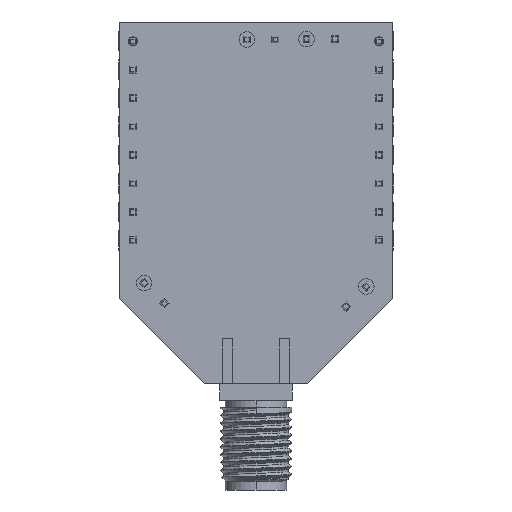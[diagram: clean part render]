
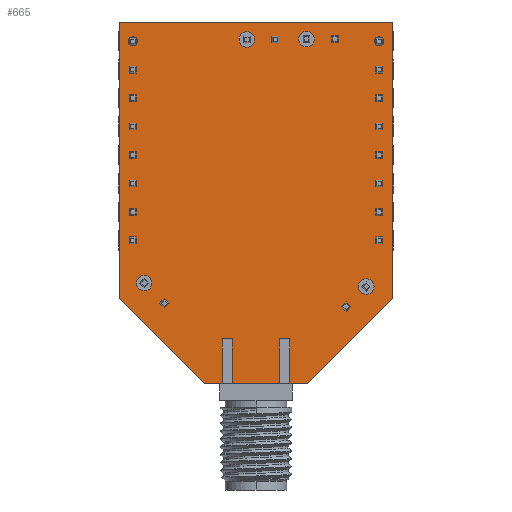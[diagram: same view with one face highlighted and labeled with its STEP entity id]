
A CAD part, front view. The second image highlights one B-rep face of the part: STEP entity #665.
In plain terms, the highlighted planar face has unit normal (0, -1, 0).
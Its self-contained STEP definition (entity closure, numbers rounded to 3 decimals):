
#136=CARTESIAN_POINT('',(1.2,0.,-1.72));
#137=DIRECTION('',(0.,1.,0.));
#138=DIRECTION('',(1.,0.,0.));
#139=AXIS2_PLACEMENT_3D('',#136,#137,#138);
#144=CARTESIAN_POINT('',(1.2,0.,-1.72));
#145=DIRECTION('',(0.,1.,0.));
#146=DIRECTION('',(-1.,0.,0.));
#147=AXIS2_PLACEMENT_3D('',#144,#145,#146);
#152=CARTESIAN_POINT('',(23.2,0.,-1.72));
#153=DIRECTION('',(0.,1.,0.));
#154=DIRECTION('',(1.,0.,0.));
#155=AXIS2_PLACEMENT_3D('',#152,#153,#154);
#160=CARTESIAN_POINT('',(23.2,0.,-1.72));
#161=DIRECTION('',(0.,1.,0.));
#162=DIRECTION('',(-1.,0.,0.));
#163=AXIS2_PLACEMENT_3D('',#160,#161,#162);
#168=DIRECTION('',(0.707,0.,-0.707));
#169=VECTOR('',#168,10.748);
#170=CARTESIAN_POINT('',(0.,0.,-24.7));
#171=LINE('',#170,#169);
#175=DIRECTION('',(0.,0.,1.));
#176=VECTOR('',#175,24.7);
#177=CARTESIAN_POINT('',(0.,0.,-24.7));
#178=LINE('',#177,#176);
#182=DIRECTION('',(1.,0.,0.));
#183=VECTOR('',#182,24.4);
#184=CARTESIAN_POINT('',(0.,0.,0.));
#185=LINE('',#184,#183);
#189=DIRECTION('',(0.,0.,-1.));
#190=VECTOR('',#189,24.7);
#191=CARTESIAN_POINT('',(24.4,0.,0.));
#192=LINE('',#191,#190);
#196=DIRECTION('',(0.707,0.,0.707));
#197=VECTOR('',#196,10.748);
#198=CARTESIAN_POINT('',(16.8,0.,-32.3));
#199=LINE('',#198,#197);
#203=DIRECTION('',(-1.,0.,0.));
#204=VECTOR('',#203,9.2);
#205=CARTESIAN_POINT('',(16.8,0.,-32.3));
#206=LINE('',#205,#204);
#210=CARTESIAN_POINT('',(11.389,0.,-1.558));
#211=DIRECTION('',(0.,1.,0.));
#212=DIRECTION('',(1.,0.,0.));
#213=AXIS2_PLACEMENT_3D('',#210,#211,#212);
#218=CARTESIAN_POINT('',(11.389,0.,-1.558));
#219=DIRECTION('',(0.,1.,0.));
#220=DIRECTION('',(-1.,0.,0.));
#221=AXIS2_PLACEMENT_3D('',#218,#219,#220);
#226=CARTESIAN_POINT('',(16.716,0.,-1.524));
#227=DIRECTION('',(0.,1.,0.));
#228=DIRECTION('',(1.,0.,0.));
#229=AXIS2_PLACEMENT_3D('',#226,#227,#228);
#234=CARTESIAN_POINT('',(16.716,0.,-1.524));
#235=DIRECTION('',(0.,1.,0.));
#236=DIRECTION('',(-1.,0.,0.));
#237=AXIS2_PLACEMENT_3D('',#234,#235,#236);
#242=CARTESIAN_POINT('',(2.211,0.,-23.314));
#243=DIRECTION('',(0.,1.,0.));
#244=DIRECTION('',(1.,0.,0.));
#245=AXIS2_PLACEMENT_3D('',#242,#243,#244);
#250=CARTESIAN_POINT('',(2.211,0.,-23.314));
#251=DIRECTION('',(0.,1.,0.));
#252=DIRECTION('',(-1.,0.,0.));
#253=AXIS2_PLACEMENT_3D('',#250,#251,#252);
#258=CARTESIAN_POINT('',(22.044,0.,-23.634));
#259=DIRECTION('',(0.,1.,0.));
#260=DIRECTION('',(1.,0.,0.));
#261=AXIS2_PLACEMENT_3D('',#258,#259,#260);
#266=CARTESIAN_POINT('',(22.044,0.,-23.634));
#267=DIRECTION('',(0.,1.,0.));
#268=DIRECTION('',(-1.,0.,0.));
#269=AXIS2_PLACEMENT_3D('',#266,#267,#268);
#538=CARTESIAN_POINT('',(0.,0.,0.));
#539=CARTESIAN_POINT('',(24.4,0.,0.));
#540=VERTEX_POINT('',#538);
#541=VERTEX_POINT('',#539);
#546=CARTESIAN_POINT('',(1.6,0.,-1.72));
#547=CARTESIAN_POINT('',(0.8,0.,-1.72));
#548=VERTEX_POINT('',#546);
#549=VERTEX_POINT('',#547);
#554=CARTESIAN_POINT('',(0.,0.,-24.7));
#555=CARTESIAN_POINT('',(7.6,0.,-32.3));
#556=VERTEX_POINT('',#554);
#557=VERTEX_POINT('',#555);
#562=CARTESIAN_POINT('',(16.8,0.,-32.3));
#563=CARTESIAN_POINT('',(24.4,0.,-24.7));
#564=VERTEX_POINT('',#562);
#565=VERTEX_POINT('',#563);
#570=CARTESIAN_POINT('',(23.6,0.,-1.72));
#571=CARTESIAN_POINT('',(22.8,0.,-1.72));
#572=VERTEX_POINT('',#570);
#573=VERTEX_POINT('',#571);
#578=CARTESIAN_POINT('',(12.087,0.,-1.558));
#579=CARTESIAN_POINT('',(10.69,0.,-1.558));
#580=VERTEX_POINT('',#578);
#581=VERTEX_POINT('',#579);
#582=CARTESIAN_POINT('',(17.414,0.,-1.524));
#583=CARTESIAN_POINT('',(16.017,0.,-1.524));
#584=VERTEX_POINT('',#582);
#585=VERTEX_POINT('',#583);
#586=CARTESIAN_POINT('',(2.91,0.,-23.314));
#587=CARTESIAN_POINT('',(1.513,0.,-23.314));
#588=VERTEX_POINT('',#586);
#589=VERTEX_POINT('',#587);
#590=CARTESIAN_POINT('',(22.742,0.,-23.634));
#591=CARTESIAN_POINT('',(21.345,0.,-23.634));
#592=VERTEX_POINT('',#590);
#593=VERTEX_POINT('',#591);
#610=CARTESIAN_POINT('',(0.,0.,0.));
#611=DIRECTION('',(0.,1.,0.));
#612=DIRECTION('',(1.,0.,0.));
#613=AXIS2_PLACEMENT_3D('',#610,#611,#612);
#614=PLANE('',#613);
#616=ORIENTED_EDGE('',*,*,#615,.F.);
#618=ORIENTED_EDGE('',*,*,#617,.T.);
#620=ORIENTED_EDGE('',*,*,#619,.T.);
#622=ORIENTED_EDGE('',*,*,#621,.T.);
#624=ORIENTED_EDGE('',*,*,#623,.F.);
#626=ORIENTED_EDGE('',*,*,#625,.T.);
#627=EDGE_LOOP('',(#616,#618,#620,#622,#624,#626));
#628=FACE_OUTER_BOUND('',#627,.F.);
#630=ORIENTED_EDGE('',*,*,#629,.F.);
#632=ORIENTED_EDGE('',*,*,#631,.F.);
#633=EDGE_LOOP('',(#630,#632));
#634=FACE_BOUND('',#633,.F.);
#636=ORIENTED_EDGE('',*,*,#635,.F.);
#638=ORIENTED_EDGE('',*,*,#637,.F.);
#639=EDGE_LOOP('',(#636,#638));
#640=FACE_BOUND('',#639,.F.);
#642=ORIENTED_EDGE('',*,*,#641,.F.);
#644=ORIENTED_EDGE('',*,*,#643,.F.);
#645=EDGE_LOOP('',(#642,#644));
#646=FACE_BOUND('',#645,.F.);
#648=ORIENTED_EDGE('',*,*,#647,.F.);
#650=ORIENTED_EDGE('',*,*,#649,.F.);
#651=EDGE_LOOP('',(#648,#650));
#652=FACE_BOUND('',#651,.F.);
#654=ORIENTED_EDGE('',*,*,#653,.F.);
#656=ORIENTED_EDGE('',*,*,#655,.F.);
#657=EDGE_LOOP('',(#654,#656));
#658=FACE_BOUND('',#657,.F.);
#660=ORIENTED_EDGE('',*,*,#659,.F.);
#662=ORIENTED_EDGE('',*,*,#661,.F.);
#663=EDGE_LOOP('',(#660,#662));
#664=FACE_BOUND('',#663,.F.);
#140=CIRCLE('',#139,0.4);
#148=CIRCLE('',#147,0.4);
#156=CIRCLE('',#155,0.4);
#164=CIRCLE('',#163,0.4);
#214=CIRCLE('',#213,0.699);
#222=CIRCLE('',#221,0.699);
#230=CIRCLE('',#229,0.699);
#238=CIRCLE('',#237,0.699);
#246=CIRCLE('',#245,0.699);
#254=CIRCLE('',#253,0.699);
#262=CIRCLE('',#261,0.699);
#270=CIRCLE('',#269,0.699);
#615=EDGE_CURVE('',#556,#557,#171,.T.);
#617=EDGE_CURVE('',#556,#540,#178,.T.);
#619=EDGE_CURVE('',#540,#541,#185,.T.);
#621=EDGE_CURVE('',#541,#565,#192,.T.);
#623=EDGE_CURVE('',#564,#565,#199,.T.);
#625=EDGE_CURVE('',#564,#557,#206,.T.);
#629=EDGE_CURVE('',#572,#573,#156,.T.);
#631=EDGE_CURVE('',#573,#572,#164,.T.);
#635=EDGE_CURVE('',#548,#549,#140,.T.);
#637=EDGE_CURVE('',#549,#548,#148,.T.);
#641=EDGE_CURVE('',#580,#581,#214,.T.);
#643=EDGE_CURVE('',#581,#580,#222,.T.);
#647=EDGE_CURVE('',#584,#585,#230,.T.);
#649=EDGE_CURVE('',#585,#584,#238,.T.);
#653=EDGE_CURVE('',#588,#589,#246,.T.);
#655=EDGE_CURVE('',#589,#588,#254,.T.);
#659=EDGE_CURVE('',#592,#593,#262,.T.);
#661=EDGE_CURVE('',#593,#592,#270,.T.);
#665=ADVANCED_FACE('',(#628,#634,#640,#646,#652,#658,#664),#614,.F.);
